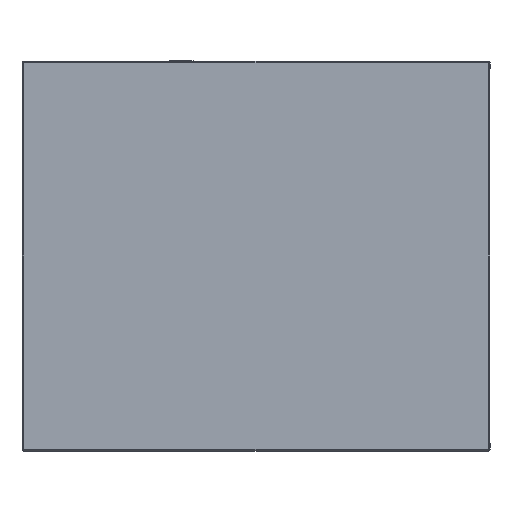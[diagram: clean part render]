
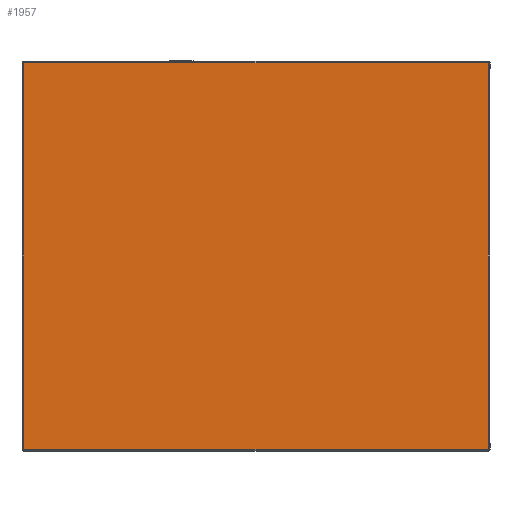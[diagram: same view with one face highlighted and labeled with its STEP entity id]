
A CAD part, left-side view. The second image highlights one B-rep face of the part: STEP entity #1957.
In plain terms, the highlighted planar face has unit normal (-1, 0, 0).
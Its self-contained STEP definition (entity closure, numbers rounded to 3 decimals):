
#10 = VERTEX_POINT ( 'NONE', #3928 ) ;
#92 = LINE ( 'NONE', #98, #2420 ) ;
#98 = CARTESIAN_POINT ( 'NONE',  ( -1., -0.6, 0.995 ) ) ;
#126 = VERTEX_POINT ( 'NONE', #2552 ) ;
#162 = ORIENTED_EDGE ( 'NONE', *, *, #3241, .T. ) ;
#311 = EDGE_CURVE ( 'NONE', #126, #10, #92, .T. ) ;
#358 = VECTOR ( 'NONE', #1241, 1000. ) ;
#520 = EDGE_CURVE ( 'NONE', #1249, #2255, #1754, .T. ) ;
#1241 = DIRECTION ( 'NONE',  ( 0., 0., 1. ) ) ;
#1249 = VERTEX_POINT ( 'NONE', #1521 ) ;
#1504 = LINE ( 'NONE', #4322, #358 ) ;
#1521 = CARTESIAN_POINT ( 'NONE',  ( -1., 0.595, 0.005 ) ) ;
#1754 = LINE ( 'NONE', #5372, #4107 ) ;
#1795 = DIRECTION ( 'NONE',  ( 0., 0., -1. ) ) ;
#1957 = ADVANCED_FACE ( 'NONE', ( #2652 ), #2057, .F. ) ;
#1967 = ORIENTED_EDGE ( 'NONE', *, *, #3275, .T. ) ;
#2057 = PLANE ( 'NONE',  #2232 ) ;
#2080 = CARTESIAN_POINT ( 'NONE',  ( -1., -0.6, 0.02 ) ) ;
#2232 = AXIS2_PLACEMENT_3D ( 'NONE', #2080, #5131, #2520 ) ;
#2255 = VERTEX_POINT ( 'NONE', #4719 ) ;
#2291 = CARTESIAN_POINT ( 'NONE',  ( -1., 0.595, 0.02 ) ) ;
#2420 = VECTOR ( 'NONE', #4559, 1000. ) ;
#2451 = ORIENTED_EDGE ( 'NONE', *, *, #520, .T. ) ;
#2520 = DIRECTION ( 'NONE',  ( 0., 0., -1. ) ) ;
#2552 = CARTESIAN_POINT ( 'NONE',  ( -1., -0.595, 0.995 ) ) ;
#2652 = FACE_OUTER_BOUND ( 'NONE', #4844, .T. ) ;
#2779 = DIRECTION ( 'NONE',  ( 0., -1., 0. ) ) ;
#2890 = LINE ( 'NONE', #2291, #5205 ) ;
#2910 = ORIENTED_EDGE ( 'NONE', *, *, #311, .T. ) ;
#3241 = EDGE_CURVE ( 'NONE', #2255, #126, #1504, .T. ) ;
#3275 = EDGE_CURVE ( 'NONE', #10, #1249, #2890, .T. ) ;
#3928 = CARTESIAN_POINT ( 'NONE',  ( -1., 0.595, 0.995 ) ) ;
#4107 = VECTOR ( 'NONE', #2779, 1000. ) ;
#4322 = CARTESIAN_POINT ( 'NONE',  ( -1., -0.595, 0.02 ) ) ;
#4559 = DIRECTION ( 'NONE',  ( 0., 1., 0. ) ) ;
#4719 = CARTESIAN_POINT ( 'NONE',  ( -1., -0.595, 0.005 ) ) ;
#4844 = EDGE_LOOP ( 'NONE', ( #2910, #1967, #2451, #162 ) ) ;
#5131 = DIRECTION ( 'NONE',  ( 1., 0., 0. ) ) ;
#5205 = VECTOR ( 'NONE', #1795, 1000. ) ;
#5372 = CARTESIAN_POINT ( 'NONE',  ( -1., -0.6, 0.005 ) ) ;
